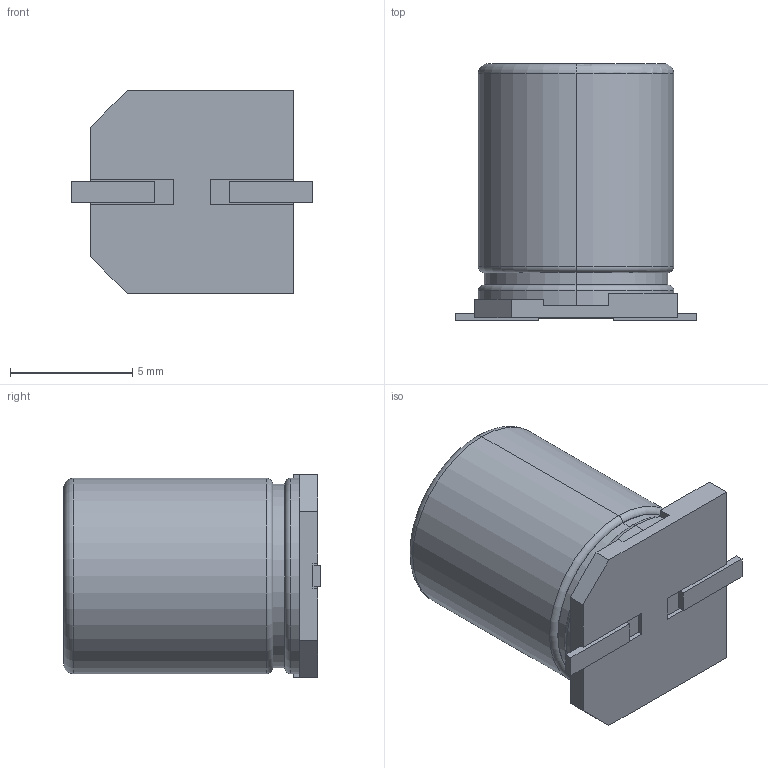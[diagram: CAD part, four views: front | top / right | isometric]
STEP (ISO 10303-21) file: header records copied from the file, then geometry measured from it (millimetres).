
FILE_DESCRIPTION (( 'STEP AP214' ), '1' );
FILE_NAME ('CAP ALUM 8_3mm.STEP', '2015-11-28T01:06:29', ( '' ), ( '' ), 'SwSTEP 2.0', 'SolidWorks 2015', '' );
FILE_SCHEMA (( 'AUTOMOTIVE_DESIGN' ));
Length unit declared in the file: millimetre
Products named in the file (1): CAP ALUM 8_3mm
Bounding box: 9.9 x 10.5 x 8.3 mm (x, y, z)
Volume: 532.1 mm3; surface area: 441 mm2
Topology: 1 solids, 1 shells, 128 faces, 338 edges, 222 vertices
Faces by surface type: plane 83, bspline 31, cylinder 8, torus 6
Entity records: 6698 total; most frequent: CARTESIAN_POINT 2552, ORIENTED_EDGE 676, DIRECTION 506, EDGE_CURVE 338, LINE 242, VECTOR 242, VERTEX_POINT 222, EDGE_LOOP 138
